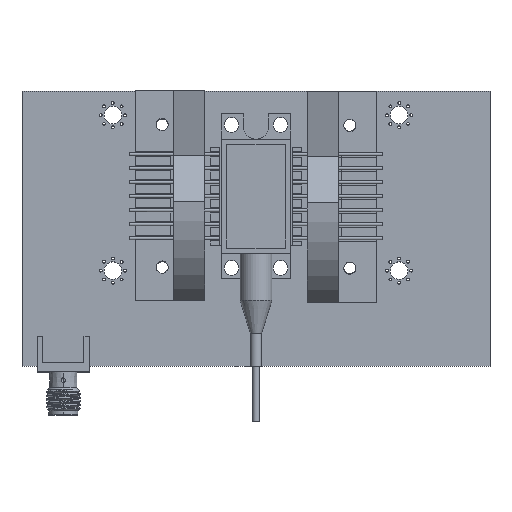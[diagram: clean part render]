
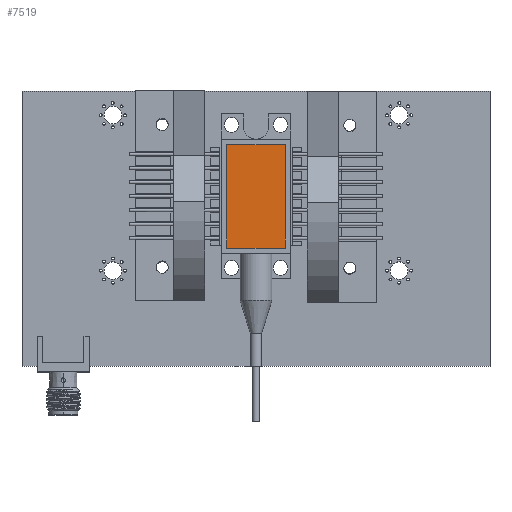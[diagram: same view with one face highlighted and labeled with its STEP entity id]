
A CAD part, top view. The second image highlights one B-rep face of the part: STEP entity #7519.
In plain terms, the highlighted face is planar.
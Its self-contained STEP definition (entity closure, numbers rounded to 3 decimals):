
#7519 = ADVANCED_FACE('',(#7520),#7534,.T.);
#7520 = FACE_BOUND('',#7521,.T.);
#7521 = EDGE_LOOP('',(#7522,#7557,#7585,#7613));
#7522 = ORIENTED_EDGE('',*,*,#7523,.T.);
#7523 = EDGE_CURVE('',#7524,#7526,#7528,.T.);
#7524 = VERTEX_POINT('',#7525);
#7525 = CARTESIAN_POINT('',(11.4,9.51,5.35));
#7526 = VERTEX_POINT('',#7527);
#7527 = CARTESIAN_POINT('',(11.4,9.51,-5.35));
#7528 = SURFACE_CURVE('',#7529,(#7533,#7545),.PCURVE_S1.);
#7529 = LINE('',#7530,#7531);
#7530 = CARTESIAN_POINT('',(11.4,9.51,-5.35));
#7531 = VECTOR('',#7532,1.);
#7532 = DIRECTION('',(0.,0.,-1.));
#7533 = PCURVE('',#7534,#7539);
#7534 = PLANE('',#7535);
#7535 = AXIS2_PLACEMENT_3D('',#7536,#7537,#7538);
#7536 = CARTESIAN_POINT('',(0.,9.51,0.));
#7537 = DIRECTION('',(0.,1.,0.));
#7538 = DIRECTION('',(0.,-0.,1.));
#7539 = DEFINITIONAL_REPRESENTATION('',(#7540),#7544);
#7540 = LINE('',#7541,#7542);
#7541 = CARTESIAN_POINT('',(-5.35,11.4));
#7542 = VECTOR('',#7543,1.);
#7543 = DIRECTION('',(-1.,0.));
#7544 = ( GEOMETRIC_REPRESENTATION_CONTEXT(2) 
PARAMETRIC_REPRESENTATION_CONTEXT() REPRESENTATION_CONTEXT('2D SPACE',''
  ) );
#7545 = PCURVE('',#7546,#7551);
#7546 = PLANE('',#7547);
#7547 = AXIS2_PLACEMENT_3D('',#7548,#7549,#7550);
#7548 = CARTESIAN_POINT('',(11.4,9.51,-5.35));
#7549 = DIRECTION('',(-1.,0.,0.));
#7550 = DIRECTION('',(0.,0.,1.));
#7551 = DEFINITIONAL_REPRESENTATION('',(#7552),#7556);
#7552 = LINE('',#7553,#7554);
#7553 = CARTESIAN_POINT('',(0.,0.));
#7554 = VECTOR('',#7555,1.);
#7555 = DIRECTION('',(-1.,0.));
#7556 = ( GEOMETRIC_REPRESENTATION_CONTEXT(2) 
PARAMETRIC_REPRESENTATION_CONTEXT() REPRESENTATION_CONTEXT('2D SPACE',''
  ) );
#7557 = ORIENTED_EDGE('',*,*,#7558,.T.);
#7558 = EDGE_CURVE('',#7526,#7559,#7561,.T.);
#7559 = VERTEX_POINT('',#7560);
#7560 = CARTESIAN_POINT('',(-7.4,9.51,-5.35));
#7561 = SURFACE_CURVE('',#7562,(#7566,#7573),.PCURVE_S1.);
#7562 = LINE('',#7563,#7564);
#7563 = CARTESIAN_POINT('',(-7.4,9.51,-5.35));
#7564 = VECTOR('',#7565,1.);
#7565 = DIRECTION('',(-1.,0.,0.));
#7566 = PCURVE('',#7534,#7567);
#7567 = DEFINITIONAL_REPRESENTATION('',(#7568),#7572);
#7568 = LINE('',#7569,#7570);
#7569 = CARTESIAN_POINT('',(-5.35,-7.4));
#7570 = VECTOR('',#7571,1.);
#7571 = DIRECTION('',(0.,-1.));
#7572 = ( GEOMETRIC_REPRESENTATION_CONTEXT(2) 
PARAMETRIC_REPRESENTATION_CONTEXT() REPRESENTATION_CONTEXT('2D SPACE',''
  ) );
#7573 = PCURVE('',#7574,#7579);
#7574 = PLANE('',#7575);
#7575 = AXIS2_PLACEMENT_3D('',#7576,#7577,#7578);
#7576 = CARTESIAN_POINT('',(-7.4,9.51,-5.35));
#7577 = DIRECTION('',(0.,0.,1.));
#7578 = DIRECTION('',(1.,0.,-0.));
#7579 = DEFINITIONAL_REPRESENTATION('',(#7580),#7584);
#7580 = LINE('',#7581,#7582);
#7581 = CARTESIAN_POINT('',(0.,0.));
#7582 = VECTOR('',#7583,1.);
#7583 = DIRECTION('',(-1.,0.));
#7584 = ( GEOMETRIC_REPRESENTATION_CONTEXT(2) 
PARAMETRIC_REPRESENTATION_CONTEXT() REPRESENTATION_CONTEXT('2D SPACE',''
  ) );
#7585 = ORIENTED_EDGE('',*,*,#7586,.T.);
#7586 = EDGE_CURVE('',#7559,#7587,#7589,.T.);
#7587 = VERTEX_POINT('',#7588);
#7588 = CARTESIAN_POINT('',(-7.4,9.51,5.35));
#7589 = SURFACE_CURVE('',#7590,(#7594,#7601),.PCURVE_S1.);
#7590 = LINE('',#7591,#7592);
#7591 = CARTESIAN_POINT('',(-7.4,9.51,-5.35));
#7592 = VECTOR('',#7593,1.);
#7593 = DIRECTION('',(0.,0.,1.));
#7594 = PCURVE('',#7534,#7595);
#7595 = DEFINITIONAL_REPRESENTATION('',(#7596),#7600);
#7596 = LINE('',#7597,#7598);
#7597 = CARTESIAN_POINT('',(-5.35,-7.4));
#7598 = VECTOR('',#7599,1.);
#7599 = DIRECTION('',(1.,0.));
#7600 = ( GEOMETRIC_REPRESENTATION_CONTEXT(2) 
PARAMETRIC_REPRESENTATION_CONTEXT() REPRESENTATION_CONTEXT('2D SPACE',''
  ) );
#7601 = PCURVE('',#7602,#7607);
#7602 = PLANE('',#7603);
#7603 = AXIS2_PLACEMENT_3D('',#7604,#7605,#7606);
#7604 = CARTESIAN_POINT('',(-7.4,9.51,-5.35));
#7605 = DIRECTION('',(1.,0.,-0.));
#7606 = DIRECTION('',(-0.,0.,-1.));
#7607 = DEFINITIONAL_REPRESENTATION('',(#7608),#7612);
#7608 = LINE('',#7609,#7610);
#7609 = CARTESIAN_POINT('',(0.,0.));
#7610 = VECTOR('',#7611,1.);
#7611 = DIRECTION('',(-1.,0.));
#7612 = ( GEOMETRIC_REPRESENTATION_CONTEXT(2) 
PARAMETRIC_REPRESENTATION_CONTEXT() REPRESENTATION_CONTEXT('2D SPACE',''
  ) );
#7613 = ORIENTED_EDGE('',*,*,#7614,.T.);
#7614 = EDGE_CURVE('',#7587,#7524,#7615,.T.);
#7615 = SURFACE_CURVE('',#7616,(#7620,#7627),.PCURVE_S1.);
#7616 = LINE('',#7617,#7618);
#7617 = CARTESIAN_POINT('',(-7.4,9.51,5.35));
#7618 = VECTOR('',#7619,1.);
#7619 = DIRECTION('',(1.,0.,0.));
#7620 = PCURVE('',#7534,#7621);
#7621 = DEFINITIONAL_REPRESENTATION('',(#7622),#7626);
#7622 = LINE('',#7623,#7624);
#7623 = CARTESIAN_POINT('',(5.35,-7.4));
#7624 = VECTOR('',#7625,1.);
#7625 = DIRECTION('',(0.,1.));
#7626 = ( GEOMETRIC_REPRESENTATION_CONTEXT(2) 
PARAMETRIC_REPRESENTATION_CONTEXT() REPRESENTATION_CONTEXT('2D SPACE',''
  ) );
#7627 = PCURVE('',#7628,#7633);
#7628 = PLANE('',#7629);
#7629 = AXIS2_PLACEMENT_3D('',#7630,#7631,#7632);
#7630 = CARTESIAN_POINT('',(-7.4,9.51,5.35));
#7631 = DIRECTION('',(0.,0.,-1.));
#7632 = DIRECTION('',(-1.,0.,-0.));
#7633 = DEFINITIONAL_REPRESENTATION('',(#7634),#7638);
#7634 = LINE('',#7635,#7636);
#7635 = CARTESIAN_POINT('',(0.,0.));
#7636 = VECTOR('',#7637,1.);
#7637 = DIRECTION('',(-1.,0.));
#7638 = ( GEOMETRIC_REPRESENTATION_CONTEXT(2) 
PARAMETRIC_REPRESENTATION_CONTEXT() REPRESENTATION_CONTEXT('2D SPACE',''
  ) );
